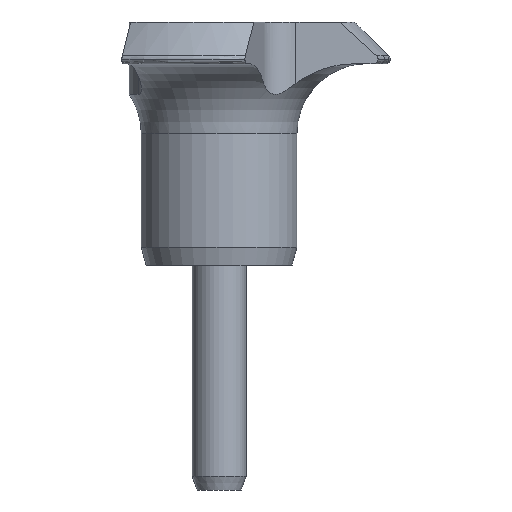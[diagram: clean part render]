
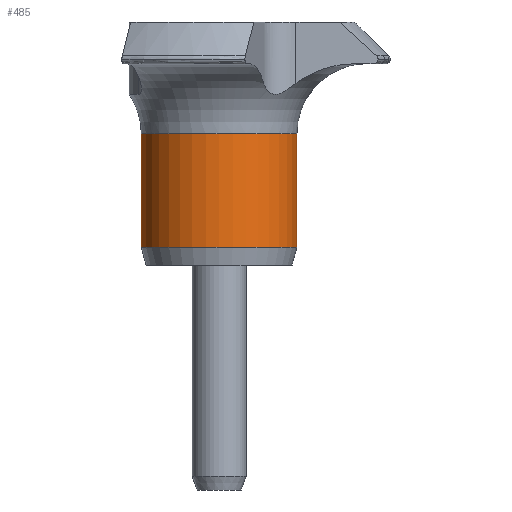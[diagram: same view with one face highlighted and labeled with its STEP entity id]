
A CAD part, front view. The second image highlights one B-rep face of the part: STEP entity #485.
In plain terms, the highlighted cylindrical face has radius 8.65 mm (diameter 17.3 mm), a partial arc.
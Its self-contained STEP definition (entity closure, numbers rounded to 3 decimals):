
#351=VERTEX_POINT('',#953);
#485=ADVANCED_FACE('',(#1100),#1101,.T.);
#505=VERTEX_POINT('',#1121);
#575=EDGE_CURVE('',#351,#691,#1199,.T.);
#641=EDGE_CURVE('',#505,#691,#1269,.T.);
#651=EDGE_CURVE('',#777,#505,#1279,.T.);
#691=VERTEX_POINT('',#1323);
#777=VERTEX_POINT('',#1417);
#855=EDGE_CURVE('',#351,#777,#1502,.T.);
#953=CARTESIAN_POINT('',(-8.65,0.,1.069));
#1100=FACE_OUTER_BOUND('',#1988,.T.);
#1101=CYLINDRICAL_SURFACE('',#1989,8.65);
#1121=CARTESIAN_POINT('',(8.65,0.,13.651));
#1199=CIRCLE('',#2194,8.65);
#1269=LINE('',#2371,#2372);
#1279=CIRCLE('',#2424,8.65);
#1323=CARTESIAN_POINT('',(8.65,0.,1.069));
#1417=CARTESIAN_POINT('',(-8.65,0.,13.651));
#1502=LINE('',#2869,#2870);
#1988=EDGE_LOOP('',(#3176,#3177,#3178,#3179));
#1989=AXIS2_PLACEMENT_3D('',#3180,#3181,#3182);
#2194=AXIS2_PLACEMENT_3D('',#3296,#3297,#3298);
#2371=CARTESIAN_POINT('',(8.65,0.,7.989));
#2372=VECTOR('',#3367,1.0);
#2424=AXIS2_PLACEMENT_3D('',#3372,#3373,#3374);
#2869=CARTESIAN_POINT('',(-8.65,0.,7.989));
#2870=VECTOR('',#3644,1.0);
#3176=ORIENTED_EDGE('',*,*,#855,.F.);
#3177=ORIENTED_EDGE('',*,*,#575,.T.);
#3178=ORIENTED_EDGE('',*,*,#641,.F.);
#3179=ORIENTED_EDGE('',*,*,#651,.F.);
#3180=CARTESIAN_POINT('',(0.,0.,7.989));
#3181=DIRECTION('',(-0.0,-0.0,-1.0));
#3182=DIRECTION('',(-1.0,0.,0.0));
#3296=CARTESIAN_POINT('',(0.,0.,1.069));
#3297=DIRECTION('',(0.0,0.0,1.0));
#3298=DIRECTION('',(-1.0,0.,0.0));
#3367=DIRECTION('',(-0.0,-0.0,-1.0));
#3372=CARTESIAN_POINT('',(0.,0.,13.651));
#3373=DIRECTION('',(0.0,0.0,1.0));
#3374=DIRECTION('',(-1.0,0.,0.0));
#3644=DIRECTION('',(0.0,0.0,1.0));
